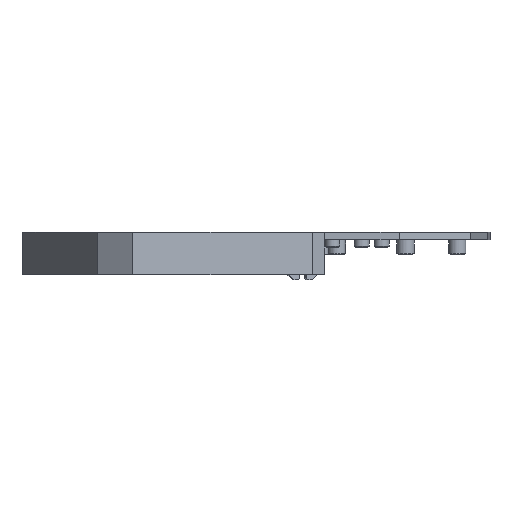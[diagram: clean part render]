
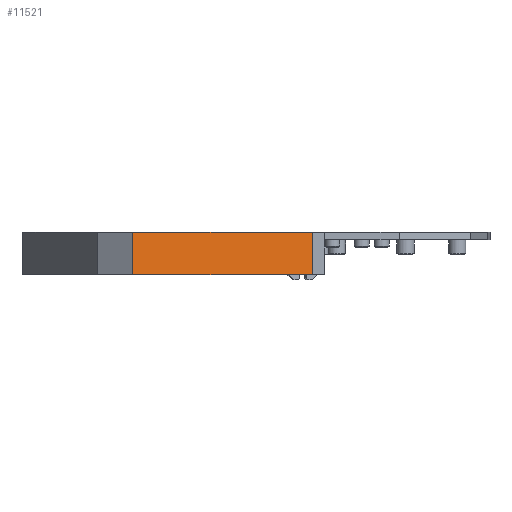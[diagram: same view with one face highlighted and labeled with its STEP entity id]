
A CAD part, left-side view. The second image highlights one B-rep face of the part: STEP entity #11521.
In plain terms, the highlighted planar face has unit normal (-0.829, -0.56, 0).
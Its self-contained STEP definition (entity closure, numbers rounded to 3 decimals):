
#738=PLANE('',#12235);
#1353=FACE_OUTER_BOUND('',#2062,.T.);
#2062=EDGE_LOOP('',(#10717,#10718,#10719,#10720));
#2155=LINE('',#15341,#3577);
#3490=LINE('',#20593,#4912);
#3491=LINE('',#20596,#4913);
#3492=LINE('',#20597,#4914);
#3577=VECTOR('',#12523,10.);
#4912=VECTOR('',#15044,10.);
#4913=VECTOR('',#15047,10.);
#4914=VECTOR('',#15048,10.);
#5126=VERTEX_POINT('',#15338);
#5127=VERTEX_POINT('',#15340);
#6079=VERTEX_POINT('',#20591);
#6080=VERTEX_POINT('',#20595);
#6212=EDGE_CURVE('',#5126,#5127,#2155,.T.);
#7669=EDGE_CURVE('',#5126,#6079,#3490,.T.);
#7670=EDGE_CURVE('',#6080,#6079,#3491,.T.);
#7671=EDGE_CURVE('',#5127,#6080,#3492,.T.);
#10717=ORIENTED_EDGE('',*,*,#7669,.T.);
#10718=ORIENTED_EDGE('',*,*,#7670,.F.);
#10719=ORIENTED_EDGE('',*,*,#7671,.F.);
#10720=ORIENTED_EDGE('',*,*,#6212,.F.);
#11521=ADVANCED_FACE('',(#1353),#738,.T.);
#12235=AXIS2_PLACEMENT_3D('',#20594,#15045,#15046);
#12523=DIRECTION('',(0.56,-0.829,0.));
#15044=DIRECTION('',(0.,0.,-1.));
#15045=DIRECTION('center_axis',(-0.829,-0.56,0.));
#15046=DIRECTION('ref_axis',(-0.56,0.829,0.));
#15047=DIRECTION('',(-0.56,0.829,0.));
#15048=DIRECTION('',(0.,0.,-1.));
#15338=CARTESIAN_POINT('',(-135.88,60.539,3.));
#15340=CARTESIAN_POINT('',(-87.138,-11.592,3.));
#15341=CARTESIAN_POINT('',(-135.88,60.539,3.));
#20591=CARTESIAN_POINT('',(-135.88,60.539,-14.));
#20593=CARTESIAN_POINT('',(-135.88,60.539,0.));
#20594=CARTESIAN_POINT('Origin',(-87.138,-11.592,0.));
#20595=CARTESIAN_POINT('',(-87.138,-11.592,-14.));
#20596=CARTESIAN_POINT('',(-135.88,60.539,-14.));
#20597=CARTESIAN_POINT('',(-87.138,-11.592,0.));
